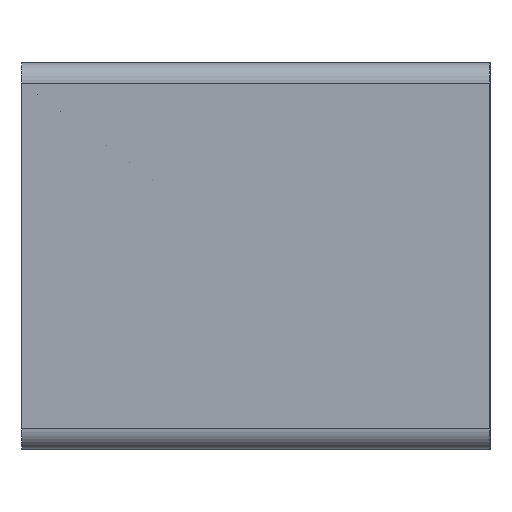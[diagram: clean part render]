
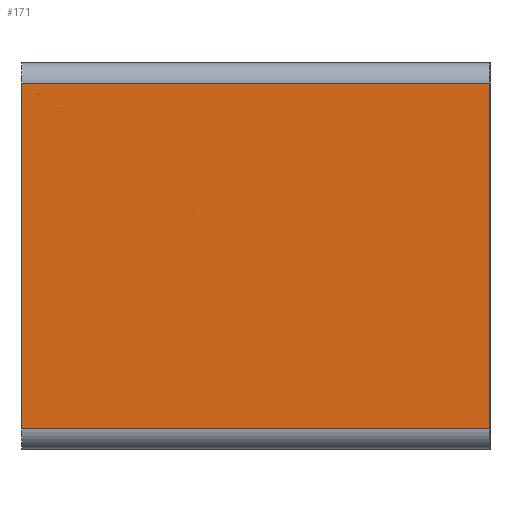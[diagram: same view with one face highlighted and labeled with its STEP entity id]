
A CAD part, left-side view. The second image highlights one B-rep face of the part: STEP entity #171.
In plain terms, the highlighted planar face has unit normal (-1, 0, 0).
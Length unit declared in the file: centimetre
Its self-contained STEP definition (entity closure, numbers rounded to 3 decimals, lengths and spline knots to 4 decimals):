
#12=PLANE($,#186);
#19=FACE_OUTER_BOUND($,#29,.T.);
#29=EDGE_LOOP($,(#122,#123,#124,#125));
#39=LINE($,#264,#55);
#40=LINE($,#267,#56);
#41=LINE($,#269,#57);
#42=LINE($,#270,#58);
#55=VECTOR($,#210,1.);
#56=VECTOR($,#213,1.);
#57=VECTOR($,#214,1.);
#58=VECTOR($,#215,1.);
#78=VERTEX_POINT($,#257);
#81=VERTEX_POINT($,#262);
#82=VERTEX_POINT($,#266);
#83=VERTEX_POINT($,#268);
#97=EDGE_CURVE($,#81,#78,#39,.T.);
#98=EDGE_CURVE($,#82,#81,#40,.T.);
#99=EDGE_CURVE($,#83,#82,#41,.T.);
#100=EDGE_CURVE($,#78,#83,#42,.T.);
#122=ORIENTED_EDGE($,*,*,#97,.F.);
#123=ORIENTED_EDGE($,*,*,#98,.F.);
#124=ORIENTED_EDGE($,*,*,#99,.F.);
#125=ORIENTED_EDGE($,*,*,#100,.F.);
#171=ADVANCED_FACE($,(#19),#12,.T.);
#186=AXIS2_PLACEMENT_3D($,#265,#211,#212);
#210=DIRECTION($,(0.,1.,0.));
#211=DIRECTION('center_axis',(-1.,0.,0.));
#212=DIRECTION('ref_axis',(0.,0.,1.));
#213=DIRECTION($,(0.,0.,-1.));
#214=DIRECTION($,(0.,-1.,0.));
#215=DIRECTION($,(0.,0.,1.));
#257=CARTESIAN_POINT('',(0.,4.6,0.2));
#262=CARTESIAN_POINT('',(0.,0.,0.2));
#264=CARTESIAN_POINT($,(0.,0.,0.2));
#265=CARTESIAN_POINT('Origin',(0.,0.,0.));
#266=CARTESIAN_POINT('',(0.,0.,3.6));
#267=CARTESIAN_POINT($,(0.,0.,3.8));
#268=CARTESIAN_POINT('',(0.,4.6,3.6));
#269=CARTESIAN_POINT($,(0.,0.,3.6));
#270=CARTESIAN_POINT($,(0.,4.6,3.8));
